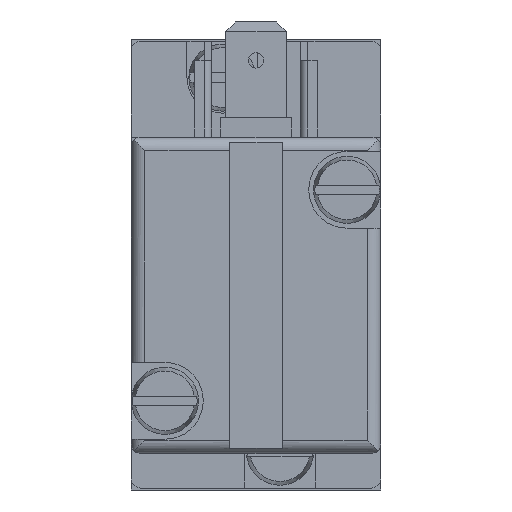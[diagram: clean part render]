
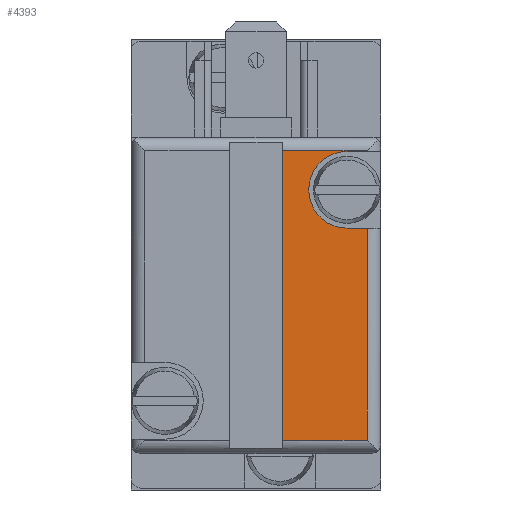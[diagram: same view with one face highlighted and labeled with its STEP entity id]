
A CAD part, front view. The second image highlights one B-rep face of the part: STEP entity #4393.
In plain terms, the highlighted face is planar.
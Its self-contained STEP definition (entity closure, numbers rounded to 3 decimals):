
#415=LINE('',#8012,#795);
#416=LINE('',#8015,#796);
#417=LINE('',#8017,#797);
#418=LINE('',#8019,#798);
#419=LINE('',#8021,#799);
#420=LINE('',#8025,#800);
#421=LINE('',#8027,#801);
#795=VECTOR('',#6646,1000.);
#796=VECTOR('',#6647,1000.);
#797=VECTOR('',#6648,1000.);
#798=VECTOR('',#6649,1000.);
#799=VECTOR('',#6650,1000.);
#800=VECTOR('',#6653,1000.);
#801=VECTOR('',#6654,1000.);
#1652=ORIENTED_EDGE('',*,*,#2529,.F.);
#1653=ORIENTED_EDGE('',*,*,#2530,.T.);
#1654=ORIENTED_EDGE('',*,*,#2531,.T.);
#1655=ORIENTED_EDGE('',*,*,#2532,.T.);
#1656=ORIENTED_EDGE('',*,*,#2533,.F.);
#1657=ORIENTED_EDGE('',*,*,#2534,.F.);
#1658=ORIENTED_EDGE('',*,*,#2535,.F.);
#1659=ORIENTED_EDGE('',*,*,#2536,.T.);
#2529=EDGE_CURVE('',#3033,#3034,#415,.T.);
#2530=EDGE_CURVE('',#3033,#3035,#416,.T.);
#2531=EDGE_CURVE('',#3035,#3036,#417,.T.);
#2532=EDGE_CURVE('',#3036,#3037,#418,.T.);
#2533=EDGE_CURVE('',#3038,#3037,#419,.T.);
#2534=EDGE_CURVE('',#3039,#3038,#3284,.T.);
#2535=EDGE_CURVE('',#3040,#3039,#420,.T.);
#2536=EDGE_CURVE('',#3040,#3034,#421,.T.);
#3033=VERTEX_POINT('',#8013);
#3034=VERTEX_POINT('',#8014);
#3035=VERTEX_POINT('',#8016);
#3036=VERTEX_POINT('',#8018);
#3037=VERTEX_POINT('',#8020);
#3038=VERTEX_POINT('',#8022);
#3039=VERTEX_POINT('',#8024);
#3040=VERTEX_POINT('',#8026);
#3284=CIRCLE('',#5638,4.);
#3569=EDGE_LOOP('',(#1652,#1653,#1654,#1655,#1656,#1657,#1658,#1659));
#3935=FACE_BOUND('',#3569,.T.);
#4160=PLANE('',#5637);
#4393=ADVANCED_FACE('',(#3935),#4160,.T.);
#5637=AXIS2_PLACEMENT_3D('',#8011,#6644,#6645);
#5638=AXIS2_PLACEMENT_3D('',#8023,#6651,#6652);
#6644=DIRECTION('',(0.,1.,0.));
#6645=DIRECTION('',(0.,0.,1.));
#6646=DIRECTION('',(0.,0.,-1.));
#6647=DIRECTION('',(1.,0.,0.));
#6648=DIRECTION('',(0.,0.,-1.));
#6649=DIRECTION('',(-1.,0.,0.));
#6650=DIRECTION('',(0.,0.,-1.));
#6651=DIRECTION('',(0.,1.,0.));
#6652=DIRECTION('',(1.,0.,0.));
#6653=DIRECTION('',(0.,0.,1.));
#6654=DIRECTION('',(-1.,0.,0.));
#8011=CARTESIAN_POINT('',(4.8,56.5,12.));
#8012=CARTESIAN_POINT('',(5.2,56.5,13.));
#8013=CARTESIAN_POINT('',(5.2,56.5,-2.75));
#8014=CARTESIAN_POINT('',(5.2,56.5,-11.6));
#8015=CARTESIAN_POINT('',(4.8,56.5,-2.75));
#8016=CARTESIAN_POINT('',(35.4,56.5,-2.75));
#8017=CARTESIAN_POINT('',(35.4,56.5,13.));
#8018=CARTESIAN_POINT('',(35.4,56.5,-11.6));
#8019=CARTESIAN_POINT('',(40.,56.5,-11.6));
#8020=CARTESIAN_POINT('',(13.3,56.5,-11.6));
#8021=CARTESIAN_POINT('',(13.3,56.5,-9.5));
#8022=CARTESIAN_POINT('',(13.3,56.5,-9.5));
#8023=CARTESIAN_POINT('',(9.3,56.5,-9.5));
#8024=CARTESIAN_POINT('',(5.3,56.5,-9.5));
#8025=CARTESIAN_POINT('',(5.3,56.5,-14.5));
#8026=CARTESIAN_POINT('',(5.3,56.5,-11.6));
#8027=CARTESIAN_POINT('',(40.,56.5,-11.6));
